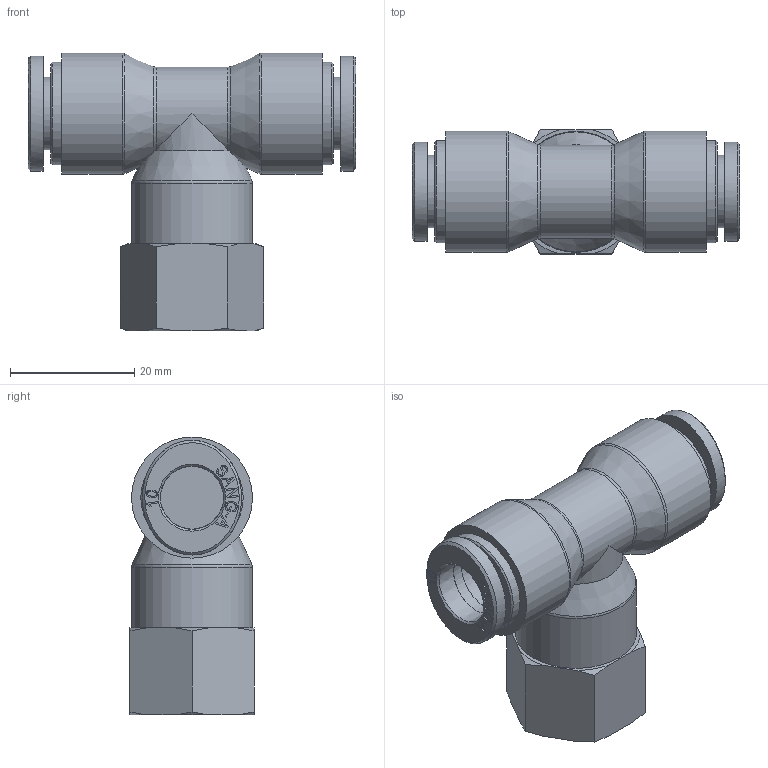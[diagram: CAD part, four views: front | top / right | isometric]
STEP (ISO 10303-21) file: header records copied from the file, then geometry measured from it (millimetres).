
FILE_DESCRIPTION((''),'2;1');
FILE_NAME('HR-PTF 10G02.stp','2020-03-19T12:18:01',('user'),(''),'Autodesk Inventor 2013','Autodesk Inventor 2013','');
FILE_SCHEMA(('AUTOMOTIVE_DESIGN { 1 0 10303 214 1 1 1 1 }'));
Length unit declared in the file: millimetre
Products named in the file (6): 조립품1; HR-PUT 10 BODY; HR-COLLAR 10; HR-Collar 10L(SUS); HR-SLEEVE 10; HR-PLF BODY 10G02
Assembly tree (6 placements, depth 3):
  조립품1
    HR-PUT 10 BODY
    HR-COLLAR 10  x2
      HR-Collar 10L(SUS)
      HR-SLEEVE 10
    HR-PLF BODY 10G02
Bounding box: 52.8 x 20 x 44.75 mm (x, y, z)
Volume: 15744.5 mm3; surface area: 9372.3 mm2
Topology: 6 solids, 6 shells, 274 faces, 689 edges, 455 vertices
Faces by surface type: plane 145, bspline 82, cone 24, cylinder 17, torus 6
Full cylindrical faces by diameter (mm): 8 x1, 10.15 x2, 10.2 x3, 11.445 x1, 11.7 x2, 16.5 x2, 19.5 x3
Entity records: 5103 total; most frequent: CARTESIAN_POINT 1516, ORIENTED_EDGE 744, DIRECTION 583, EDGE_CURVE 372, VERTEX_POINT 258, EDGE_LOOP 206, VECTOR 205, LINE 205
